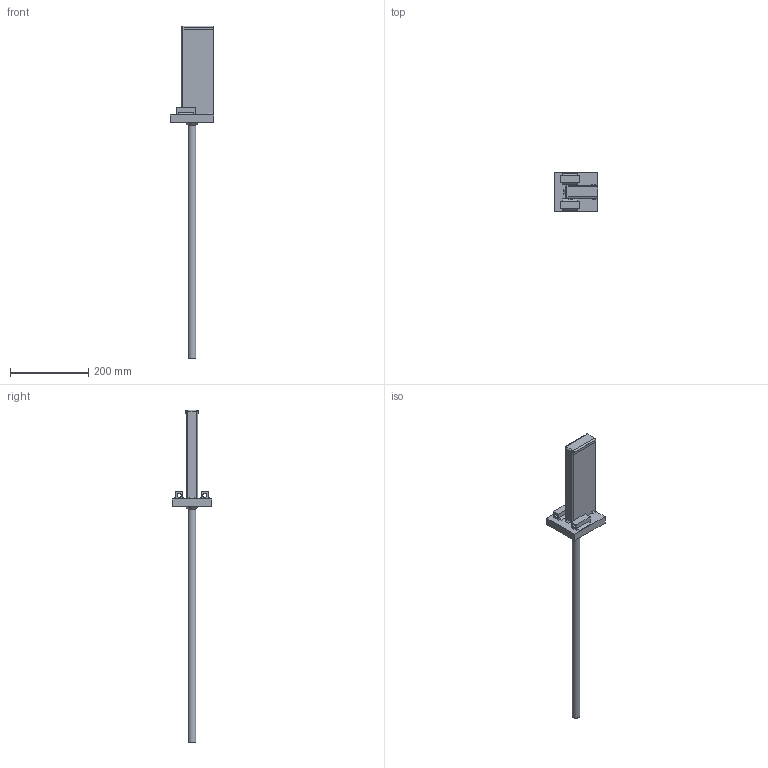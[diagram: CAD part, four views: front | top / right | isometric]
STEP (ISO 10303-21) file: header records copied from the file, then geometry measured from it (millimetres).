
FILE_DESCRIPTION(/* description */ (''),/* implementation_level */ '2;1');
FILE_NAME(/* name */ 'SF 225 Column unit.stp',/* time_stamp */ '2016-06-21T19:10:09+02:00',/* author */ ('OEM'),/* organization */ (''),/* preprocessor_version */ 'ST-DEVELOPER v15.2',/* originating_system */ 'Autodesk Inventor 2014',/* authorisation */ '');
FILE_SCHEMA (('CONFIG_CONTROL_DESIGN'));
Length unit declared in the file: millimetre
Products named in the file (7): SF 225 Column unit_Welds; SF 225-1 U-channel; SF 225-2 Steel plate; SF 300-3 Threaded insert; SF 300-4 reinforcement bar; SF 300-5 Round steel; SF 225 Column unit
Bounding box: 110 x 100 x 847 mm (x, y, z)
Volume: 529551.7 mm3; surface area: 179552.6 mm2
Topology: 15 solids, 15 shells, 125 faces, 251 edges, 155 vertices
Faces by surface type: plane 108, cylinder 16, cone 1
Full cylindrical faces by diameter (mm): 8 x1, 10.106 x2, 20 x2
Entity records: 3094 total; most frequent: DIRECTION 526, CARTESIAN_POINT 504, ORIENTED_EDGE 458, EDGE_CURVE 229, LINE 196, VECTOR 196, AXIS2_PLACEMENT_3D 165, VERTEX_POINT 143
